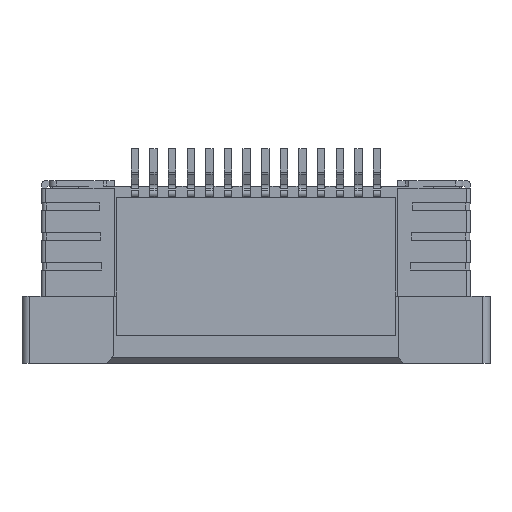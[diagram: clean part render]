
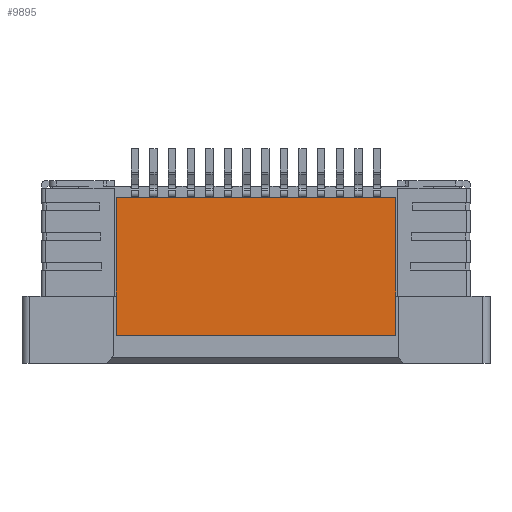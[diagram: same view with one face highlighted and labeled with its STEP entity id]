
A CAD part, top view. The second image highlights one B-rep face of the part: STEP entity #9895.
In plain terms, the highlighted planar face has unit normal (0, 0, 1).
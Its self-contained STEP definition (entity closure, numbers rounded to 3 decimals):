
#1=DIRECTION('',(1.,0.,0.));
#2=VECTOR('',#1,7.5);
#3=CARTESIAN_POINT('',(-0.75,1.7,1.));
#4=LINE('',#3,#2);
#9=DIRECTION('',(1.,0.,0.));
#10=VECTOR('',#9,7.5);
#11=CARTESIAN_POINT('',(-0.75,-2.,1.));
#12=LINE('',#11,#10);
#1164=DIRECTION('',(0.,-1.,0.));
#1165=VECTOR('',#1164,3.7);
#1166=CARTESIAN_POINT('',(-0.75,1.7,1.));
#1167=LINE('',#1166,#1165);
#6087=DIRECTION('',(0.,-1.,0.));
#6088=VECTOR('',#6087,3.7);
#6089=CARTESIAN_POINT('',(6.75,1.7,1.));
#6090=LINE('',#6089,#6088);
#7436=CARTESIAN_POINT('',(-0.75,1.7,1.));
#7438=VERTEX_POINT('',#7436);
#7447=CARTESIAN_POINT('',(-0.75,-2.,1.));
#7448=VERTEX_POINT('',#7447);
#8053=CARTESIAN_POINT('',(6.75,1.7,1.));
#8054=VERTEX_POINT('',#8053);
#8495=CARTESIAN_POINT('',(6.75,-2.,1.));
#8496=VERTEX_POINT('',#8495);
#9881=CARTESIAN_POINT('',(3.375,-0.15,1.));
#9882=DIRECTION('',(0.,0.,1.));
#9883=DIRECTION('',(1.,0.,0.));
#9884=AXIS2_PLACEMENT_3D('',#9881,#9882,#9883);
#9885=PLANE('',#9884);
#9887=ORIENTED_EDGE('',*,*,#9886,.F.);
#9889=ORIENTED_EDGE('',*,*,#9888,.F.);
#9890=ORIENTED_EDGE('',*,*,#9758,.T.);
#9892=ORIENTED_EDGE('',*,*,#9891,.T.);
#9893=EDGE_LOOP('',(#9887,#9889,#9890,#9892));
#9894=FACE_OUTER_BOUND('',#9893,.F.);
#9758=EDGE_CURVE('',#7438,#8054,#4,.T.);
#9886=EDGE_CURVE('',#7448,#8496,#12,.T.);
#9888=EDGE_CURVE('',#7438,#7448,#1167,.T.);
#9891=EDGE_CURVE('',#8054,#8496,#6090,.T.);
#9895=ADVANCED_FACE('',(#9894),#9885,.T.);
